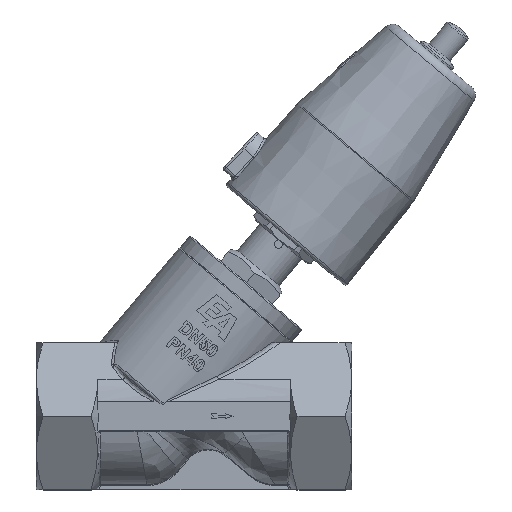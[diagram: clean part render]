
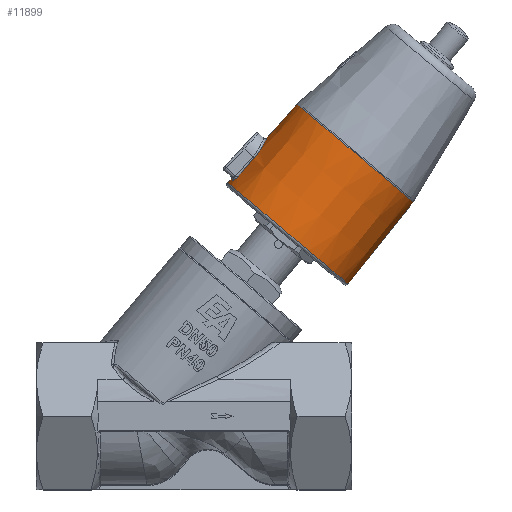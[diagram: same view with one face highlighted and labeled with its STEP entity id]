
A CAD part, top view. The second image highlights one B-rep face of the part: STEP entity #11899.
In plain terms, the highlighted conical face has half-angle 1.5 degrees and reference radius 36.808 mm.
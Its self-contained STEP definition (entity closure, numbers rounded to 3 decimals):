
#588=B_SPLINE_CURVE_WITH_KNOTS('',3,(#29142,#29143,#29144,#29145),
 .UNSPECIFIED.,.F.,.F.,(4,4),(1.013,1.021),
 .UNSPECIFIED.);
#589=B_SPLINE_CURVE_WITH_KNOTS('',3,(#29177,#29178,#29179,#29180,#29181,
#29182),.UNSPECIFIED.,.F.,.F.,(4,1,1,4),(-0.409,-0.292,
-0.175,0.),.UNSPECIFIED.);
#591=B_SPLINE_CURVE_WITH_KNOTS('',3,(#29243,#29244,#29245,#29246,#29247,
#29248,#29249,#29250,#29251,#29252),.UNSPECIFIED.,.F.,.F.,(4,1,1,1,1,1,
1,4),(-3.528,-3.024,-2.52,-2.016,
-1.512,-1.008,-0.504,0.),
 .UNSPECIFIED.);
#592=B_SPLINE_CURVE_WITH_KNOTS('',3,(#29281,#29282,#29283,#29284),
 .UNSPECIFIED.,.F.,.F.,(4,4),(-1.021,-1.013),
 .UNSPECIFIED.);
#593=B_SPLINE_CURVE_WITH_KNOTS('',3,(#29310,#29311,#29312,#29313,#29314),
 .UNSPECIFIED.,.F.,.F.,(4,1,4),(-0.409,-0.175,0.),
 .UNSPECIFIED.);
#1109=FACE_BOUND('',#3004,.T.);
#1485=CIRCLE('',#13022,37.396);
#1487=CIRCLE('',#13025,37.46);
#1488=CIRCLE('',#13026,37.46);
#1489=CIRCLE('',#13027,36.156);
#1490=CIRCLE('',#13028,36.156);
#1491=CIRCLE('',#13029,36.156);
#1492=CIRCLE('',#13030,37.46);
#1615=CONICAL_SURFACE('',#13024,36.808,0.026);
#2271=FACE_OUTER_BOUND('',#3003,.T.);
#3003=EDGE_LOOP('',(#10697,#10698,#10699,#10700,#10701,#10702,#10703,#10704));
#3004=EDGE_LOOP('',(#10705,#10706,#10707,#10708,#10709,#10710));
#3722=LINE('',#29327,#4407);
#4407=VECTOR('',#15661,36.808);
#5525=VERTEX_POINT('',#29138);
#5526=VERTEX_POINT('',#29140);
#5527=VERTEX_POINT('',#29176);
#5529=VERTEX_POINT('',#29241);
#5530=VERTEX_POINT('',#29254);
#5532=VERTEX_POINT('',#29279);
#5533=VERTEX_POINT('',#29321);
#5534=VERTEX_POINT('',#29322);
#5535=VERTEX_POINT('',#29324);
#5536=VERTEX_POINT('',#29326);
#5537=VERTEX_POINT('',#29328);
#5538=VERTEX_POINT('',#29330);
#7270=EDGE_CURVE('',#5526,#5525,#588,.T.);
#7271=EDGE_CURVE('',#5525,#5527,#589,.T.);
#7275=EDGE_CURVE('',#5529,#5526,#591,.T.);
#7278=EDGE_CURVE('',#5527,#5530,#1485,.T.);
#7280=EDGE_CURVE('',#5532,#5529,#592,.T.);
#7281=EDGE_CURVE('',#5530,#5532,#593,.T.);
#7283=EDGE_CURVE('',#5533,#5534,#1487,.T.);
#7284=EDGE_CURVE('',#5535,#5533,#1488,.T.);
#7285=EDGE_CURVE('',#5535,#5536,#3722,.T.);
#7286=EDGE_CURVE('',#5536,#5537,#1489,.T.);
#7287=EDGE_CURVE('',#5537,#5538,#1490,.T.);
#7288=EDGE_CURVE('',#5538,#5536,#1491,.T.);
#7289=EDGE_CURVE('',#5534,#5535,#1492,.T.);
#10697=ORIENTED_EDGE('',*,*,#7283,.F.);
#10698=ORIENTED_EDGE('',*,*,#7284,.F.);
#10699=ORIENTED_EDGE('',*,*,#7285,.T.);
#10700=ORIENTED_EDGE('',*,*,#7286,.T.);
#10701=ORIENTED_EDGE('',*,*,#7287,.T.);
#10702=ORIENTED_EDGE('',*,*,#7288,.T.);
#10703=ORIENTED_EDGE('',*,*,#7285,.F.);
#10704=ORIENTED_EDGE('',*,*,#7289,.F.);
#10705=ORIENTED_EDGE('',*,*,#7270,.F.);
#10706=ORIENTED_EDGE('',*,*,#7275,.F.);
#10707=ORIENTED_EDGE('',*,*,#7280,.F.);
#10708=ORIENTED_EDGE('',*,*,#7281,.F.);
#10709=ORIENTED_EDGE('',*,*,#7278,.F.);
#10710=ORIENTED_EDGE('',*,*,#7271,.F.);
#11899=ADVANCED_FACE('',(#2271,#1109),#1615,.T.);
#13022=AXIS2_PLACEMENT_3D('',#29258,#15651,#15652);
#13024=AXIS2_PLACEMENT_3D('',#29320,#15655,#15656);
#13025=AXIS2_PLACEMENT_3D('',#29323,#15657,#15658);
#13026=AXIS2_PLACEMENT_3D('',#29325,#15659,#15660);
#13027=AXIS2_PLACEMENT_3D('',#29329,#15662,#15663);
#13028=AXIS2_PLACEMENT_3D('',#29331,#15664,#15665);
#13029=AXIS2_PLACEMENT_3D('',#29332,#15666,#15667);
#13030=AXIS2_PLACEMENT_3D('',#29333,#15668,#15669);
#15651=DIRECTION('center_axis',(0.,1.,0.));
#15652=DIRECTION('ref_axis',(1.,0.,0.));
#15655=DIRECTION('center_axis',(0.,-1.,0.));
#15656=DIRECTION('ref_axis',(1.,0.,0.));
#15657=DIRECTION('center_axis',(0.,-1.,0.));
#15658=DIRECTION('ref_axis',(1.,0.,0.));
#15659=DIRECTION('center_axis',(0.,-1.,0.));
#15660=DIRECTION('ref_axis',(1.,0.,0.));
#15661=DIRECTION('',(0.026,1.,0.));
#15662=DIRECTION('center_axis',(0.,-1.,0.));
#15663=DIRECTION('ref_axis',(1.,0.,0.));
#15664=DIRECTION('center_axis',(0.,-1.,0.));
#15665=DIRECTION('ref_axis',(1.,0.,0.));
#15666=DIRECTION('center_axis',(0.,-1.,0.));
#15667=DIRECTION('ref_axis',(1.,0.,0.));
#15668=DIRECTION('center_axis',(0.,-1.,0.));
#15669=DIRECTION('ref_axis',(1.,0.,0.));
#29138=CARTESIAN_POINT('',(35.47,6.565,11.631));
#29140=CARTESIAN_POINT('',(35.273,18.894,11.19));
#29142=CARTESIAN_POINT('Ctrl Pts',(35.273,18.894,11.19));
#29143=CARTESIAN_POINT('Ctrl Pts',(35.339,14.795,11.337));
#29144=CARTESIAN_POINT('Ctrl Pts',(35.405,10.685,11.484));
#29145=CARTESIAN_POINT('Ctrl Pts',(35.47,6.565,11.631));
#29176=CARTESIAN_POINT('',(36.247,3.974,9.198));
#29177=CARTESIAN_POINT('Ctrl Pts',(35.47,6.565,11.631));
#29178=CARTESIAN_POINT('Ctrl Pts',(35.476,6.176,11.645));
#29179=CARTESIAN_POINT('Ctrl Pts',(35.55,5.387,11.489));
#29180=CARTESIAN_POINT('Ctrl Pts',(35.841,4.306,10.661));
#29181=CARTESIAN_POINT('Ctrl Pts',(36.107,3.974,9.75));
#29182=CARTESIAN_POINT('Ctrl Pts',(36.247,3.974,9.198));
#29241=CARTESIAN_POINT('',(35.273,18.894,-11.19));
#29243=CARTESIAN_POINT('Ctrl Pts',(35.273,18.894,-11.19));
#29244=CARTESIAN_POINT('Ctrl Pts',(35.246,20.572,-11.13));
#29245=CARTESIAN_POINT('Ctrl Pts',(35.435,23.905,-10.281));
#29246=CARTESIAN_POINT('Ctrl Pts',(36.16,27.866,-7.07));
#29247=CARTESIAN_POINT('Ctrl Pts',(36.736,30.06,-2.538));
#29248=CARTESIAN_POINT('Ctrl Pts',(36.74,30.067,2.522));
#29249=CARTESIAN_POINT('Ctrl Pts',(36.16,27.869,7.064));
#29250=CARTESIAN_POINT('Ctrl Pts',(35.438,23.917,10.274));
#29251=CARTESIAN_POINT('Ctrl Pts',(35.246,20.572,11.13));
#29252=CARTESIAN_POINT('Ctrl Pts',(35.273,18.894,11.19));
#29254=CARTESIAN_POINT('',(36.247,3.974,-9.198));
#29258=CARTESIAN_POINT('Origin',(0.,3.974,0.));
#29279=CARTESIAN_POINT('',(35.47,6.565,-11.631));
#29281=CARTESIAN_POINT('Ctrl Pts',(35.47,6.565,-11.631));
#29282=CARTESIAN_POINT('Ctrl Pts',(35.405,10.685,-11.484));
#29283=CARTESIAN_POINT('Ctrl Pts',(35.339,14.795,-11.337));
#29284=CARTESIAN_POINT('Ctrl Pts',(35.273,18.894,-11.19));
#29310=CARTESIAN_POINT('Ctrl Pts',(36.247,3.974,-9.198));
#29311=CARTESIAN_POINT('Ctrl Pts',(36.06,3.974,-9.933));
#29312=CARTESIAN_POINT('Ctrl Pts',(35.67,4.601,-11.203));
#29313=CARTESIAN_POINT('Ctrl Pts',(35.479,5.982,-11.652));
#29314=CARTESIAN_POINT('Ctrl Pts',(35.47,6.565,-11.631));
#29320=CARTESIAN_POINT('Origin',(0.,26.441,0.));
#29321=CARTESIAN_POINT('',(37.46,1.539,0.));
#29322=CARTESIAN_POINT('',(0.,1.539,37.46));
#29323=CARTESIAN_POINT('Origin',(0.,1.539,0.));
#29324=CARTESIAN_POINT('',(-37.46,1.539,0.));
#29325=CARTESIAN_POINT('Origin',(0.,1.539,0.));
#29326=CARTESIAN_POINT('',(-36.156,51.342,0.));
#29327=CARTESIAN_POINT('',(-36.808,26.441,0.));
#29328=CARTESIAN_POINT('',(36.156,51.342,0.));
#29329=CARTESIAN_POINT('Origin',(0.,51.342,0.));
#29330=CARTESIAN_POINT('',(0.,51.342,36.156));
#29331=CARTESIAN_POINT('Origin',(0.,51.342,0.));
#29332=CARTESIAN_POINT('Origin',(0.,51.342,0.));
#29333=CARTESIAN_POINT('Origin',(0.,1.539,0.));
